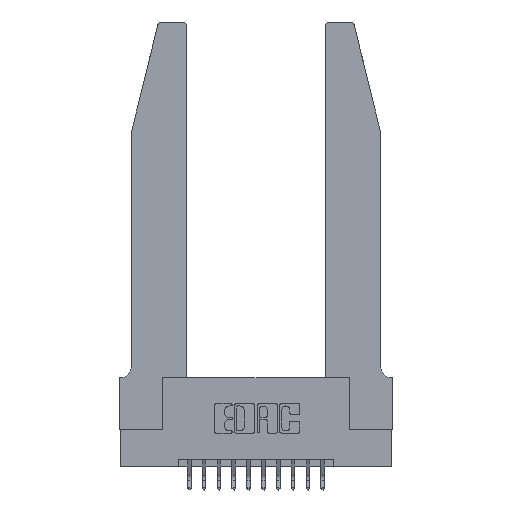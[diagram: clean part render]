
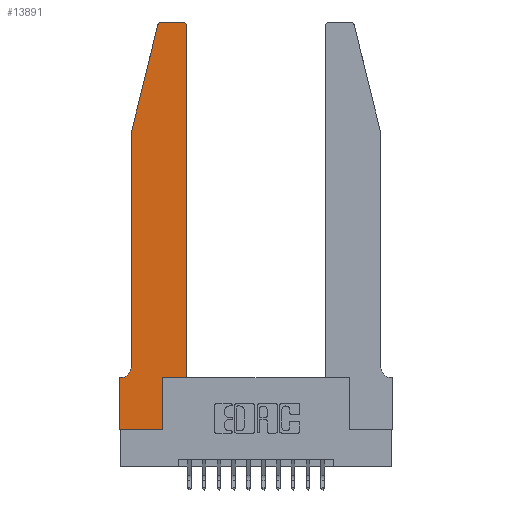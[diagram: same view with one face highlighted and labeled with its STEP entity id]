
A CAD part, top view. The second image highlights one B-rep face of the part: STEP entity #13891.
In plain terms, the highlighted planar face has unit normal (0, 0, 1).
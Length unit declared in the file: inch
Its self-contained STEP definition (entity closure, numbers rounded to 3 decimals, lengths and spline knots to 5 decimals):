
#105 = VERTEX_POINT ( 'NONE', #8984 ) ;
#158 = DIRECTION ( 'NONE',  ( 1., 0., 0. ) ) ;
#202 = EDGE_CURVE ( 'NONE', #5223, #11688, #12972, .T. ) ;
#314 = LINE ( 'NONE', #13670, #14092 ) ;
#387 = DIRECTION ( 'NONE',  ( 0., -1., 0. ) ) ;
#389 = CIRCLE ( 'NONE', #8332, 0.07 ) ;
#395 = VERTEX_POINT ( 'NONE', #11223 ) ;
#1125 = ORIENTED_EDGE ( 'NONE', *, *, #12673, .T. ) ;
#1669 = DIRECTION ( 'NONE',  ( 0., 1., 0. ) ) ;
#1707 = EDGE_LOOP ( 'NONE', ( #9372, #14307, #4444, #4556, #7465, #9764, #14268, #6041, #1125, #13141, #12069, #11619 ) ) ;
#1800 = VERTEX_POINT ( 'NONE', #4520 ) ;
#2336 = CARTESIAN_POINT ( 'NONE',  ( 0.2865, 0., 0.37 ) ) ;
#2603 = VERTEX_POINT ( 'NONE', #14947 ) ;
#3019 = VECTOR ( 'NONE', #15570, 39.37008 ) ;
#3402 = EDGE_CURVE ( 'NONE', #15996, #5223, #314, .T. ) ;
#3433 = PLANE ( 'NONE',  #9095 ) ;
#3450 = CARTESIAN_POINT ( 'NONE',  ( 0.4205, 2.72, 0.37 ) ) ;
#3645 = CARTESIAN_POINT ( 'NONE',  ( 0.284, 2.75, 0.37 ) ) ;
#3760 = CARTESIAN_POINT ( 'NONE',  ( 0.0755, 2., 0.37 ) ) ;
#3774 = VECTOR ( 'NONE', #12515, 39.37008 ) ;
#3980 = VECTOR ( 'NONE', #158, 39.37008 ) ;
#4091 = CARTESIAN_POINT ( 'NONE',  ( 0.284, 2.72, 0.37 ) ) ;
#4209 = CARTESIAN_POINT ( 'NONE',  ( 0.0055, 0.42, 0.37 ) ) ;
#4431 = CARTESIAN_POINT ( 'NONE',  ( 0.0755, 2., 0.37 ) ) ;
#4444 = ORIENTED_EDGE ( 'NONE', *, *, #11500, .T. ) ;
#4520 = CARTESIAN_POINT ( 'NONE',  ( 0.25487, 2.72718, 0.37 ) ) ;
#4556 = ORIENTED_EDGE ( 'NONE', *, *, #7461, .T. ) ;
#5223 = VERTEX_POINT ( 'NONE', #16099 ) ;
#5446 = DIRECTION ( 'NONE',  ( 1., 0., 0. ) ) ;
#5578 = DIRECTION ( 'NONE',  ( -1., 0., 0. ) ) ;
#5762 = CARTESIAN_POINT ( 'NONE',  ( 0.2865, 0.35, 0.37 ) ) ;
#5790 = VERTEX_POINT ( 'NONE', #3645 ) ;
#5838 = DIRECTION ( 'NONE',  ( 0., 1., 0. ) ) ;
#6041 = ORIENTED_EDGE ( 'NONE', *, *, #13742, .T. ) ;
#6108 = DIRECTION ( 'NONE',  ( 0., 0., 1. ) ) ;
#6155 = DIRECTION ( 'NONE',  ( 1., 0., 0. ) ) ;
#6619 = LINE ( 'NONE', #3760, #3019 ) ;
#6902 = CARTESIAN_POINT ( 'NONE',  ( 0.0755, 0.42, 0.37 ) ) ;
#6962 = VECTOR ( 'NONE', #11141, 39.37008 ) ;
#7360 = LINE ( 'NONE', #8627, #3774 ) ;
#7461 = EDGE_CURVE ( 'NONE', #9430, #8239, #6619, .T. ) ;
#7465 = ORIENTED_EDGE ( 'NONE', *, *, #7672, .T. ) ;
#7672 = EDGE_CURVE ( 'NONE', #8239, #13203, #389, .T. ) ;
#8239 = VERTEX_POINT ( 'NONE', #6902 ) ;
#8252 = AXIS2_PLACEMENT_3D ( 'NONE', #4091, #13307, #5446 ) ;
#8274 = VECTOR ( 'NONE', #1669, 39.37008 ) ;
#8332 = AXIS2_PLACEMENT_3D ( 'NONE', #4209, #13431, #5578 ) ;
#8627 = CARTESIAN_POINT ( 'NONE',  ( 0.0755, 2., 0.37 ) ) ;
#8668 = CARTESIAN_POINT ( 'NONE',  ( 0.4505, 0.35, 0.37 ) ) ;
#8705 = LINE ( 'NONE', #11043, #15127 ) ;
#8984 = CARTESIAN_POINT ( 'NONE',  ( 0., 0.35, 0.37 ) ) ;
#9095 = AXIS2_PLACEMENT_3D ( 'NONE', #12692, #13966, #6155 ) ;
#9372 = ORIENTED_EDGE ( 'NONE', *, *, #16175, .T. ) ;
#9430 = VERTEX_POINT ( 'NONE', #4431 ) ;
#9484 = AXIS2_PLACEMENT_3D ( 'NONE', #3450, #6108, #12096 ) ;
#9764 = ORIENTED_EDGE ( 'NONE', *, *, #12658, .T. ) ;
#9765 = CARTESIAN_POINT ( 'NONE',  ( 0.0055, 0.35, 0.37 ) ) ;
#9785 = DIRECTION ( 'NONE',  ( -1., 0., 0. ) ) ;
#9824 = CARTESIAN_POINT ( 'NONE',  ( 0., 0., 0.37 ) ) ;
#10099 = LINE ( 'NONE', #9824, #6962 ) ;
#10335 = CARTESIAN_POINT ( 'NONE',  ( 0.2605, 2.75, 0.37 ) ) ;
#10993 = CARTESIAN_POINT ( 'NONE',  ( 0.4505, 0.35, 0.37 ) ) ;
#11043 = CARTESIAN_POINT ( 'NONE',  ( 0.0755, 0.35, 0.37 ) ) ;
#11068 = LINE ( 'NONE', #10993, #3980 ) ;
#11141 = DIRECTION ( 'NONE',  ( 1., 0., 0. ) ) ;
#11153 = CARTESIAN_POINT ( 'NONE',  ( 0., 0., 0.37 ) ) ;
#11223 = CARTESIAN_POINT ( 'NONE',  ( 0.2865, 0.35, 0.37 ) ) ;
#11284 = EDGE_CURVE ( 'NONE', #5790, #1800, #14073, .T. ) ;
#11425 = LINE ( 'NONE', #10335, #14415 ) ;
#11500 = EDGE_CURVE ( 'NONE', #1800, #9430, #7360, .T. ) ;
#11619 = ORIENTED_EDGE ( 'NONE', *, *, #202, .T. ) ;
#11620 = LINE ( 'NONE', #11153, #14596 ) ;
#11688 = VERTEX_POINT ( 'NONE', #16691 ) ;
#12069 = ORIENTED_EDGE ( 'NONE', *, *, #3402, .T. ) ;
#12096 = DIRECTION ( 'NONE',  ( 1., 0., 0. ) ) ;
#12515 = DIRECTION ( 'NONE',  ( -0.239, -0.971, 0. ) ) ;
#12658 = EDGE_CURVE ( 'NONE', #13203, #105, #8705, .T. ) ;
#12673 = EDGE_CURVE ( 'NONE', #15625, #395, #15539, .T. ) ;
#12692 = CARTESIAN_POINT ( 'NONE',  ( 0., 0.35, 0.37 ) ) ;
#12972 = CIRCLE ( 'NONE', #9484, 0.03 ) ;
#13141 = ORIENTED_EDGE ( 'NONE', *, *, #14839, .T. ) ;
#13203 = VERTEX_POINT ( 'NONE', #9765 ) ;
#13307 = DIRECTION ( 'NONE',  ( 0., 0., 1. ) ) ;
#13431 = DIRECTION ( 'NONE',  ( 0., 0., -1. ) ) ;
#13670 = CARTESIAN_POINT ( 'NONE',  ( 0.4505, 0.35, 0.37 ) ) ;
#13742 = EDGE_CURVE ( 'NONE', #2603, #15625, #10099, .T. ) ;
#13891 = ADVANCED_FACE ( 'NONE', ( #15299 ), #3433, .T. ) ;
#13966 = DIRECTION ( 'NONE',  ( 0., 0., 1. ) ) ;
#14073 = CIRCLE ( 'NONE', #8252, 0.03 ) ;
#14092 = VECTOR ( 'NONE', #5838, 39.37008 ) ;
#14115 = DIRECTION ( 'NONE',  ( -1., 0., 0. ) ) ;
#14268 = ORIENTED_EDGE ( 'NONE', *, *, #16401, .T. ) ;
#14307 = ORIENTED_EDGE ( 'NONE', *, *, #11284, .T. ) ;
#14415 = VECTOR ( 'NONE', #14115, 39.37008 ) ;
#14596 = VECTOR ( 'NONE', #387, 39.37008 ) ;
#14839 = EDGE_CURVE ( 'NONE', #395, #15996, #11068, .T. ) ;
#14947 = CARTESIAN_POINT ( 'NONE',  ( 0., 0., 0.37 ) ) ;
#15127 = VECTOR ( 'NONE', #9785, 39.37008 ) ;
#15299 = FACE_OUTER_BOUND ( 'NONE', #1707, .T. ) ;
#15539 = LINE ( 'NONE', #5762, #8274 ) ;
#15570 = DIRECTION ( 'NONE',  ( 0., -1., 0. ) ) ;
#15625 = VERTEX_POINT ( 'NONE', #2336 ) ;
#15996 = VERTEX_POINT ( 'NONE', #8668 ) ;
#16099 = CARTESIAN_POINT ( 'NONE',  ( 0.4505, 2.72, 0.37 ) ) ;
#16175 = EDGE_CURVE ( 'NONE', #11688, #5790, #11425, .T. ) ;
#16401 = EDGE_CURVE ( 'NONE', #105, #2603, #11620, .T. ) ;
#16691 = CARTESIAN_POINT ( 'NONE',  ( 0.4205, 2.75, 0.37 ) ) ;
